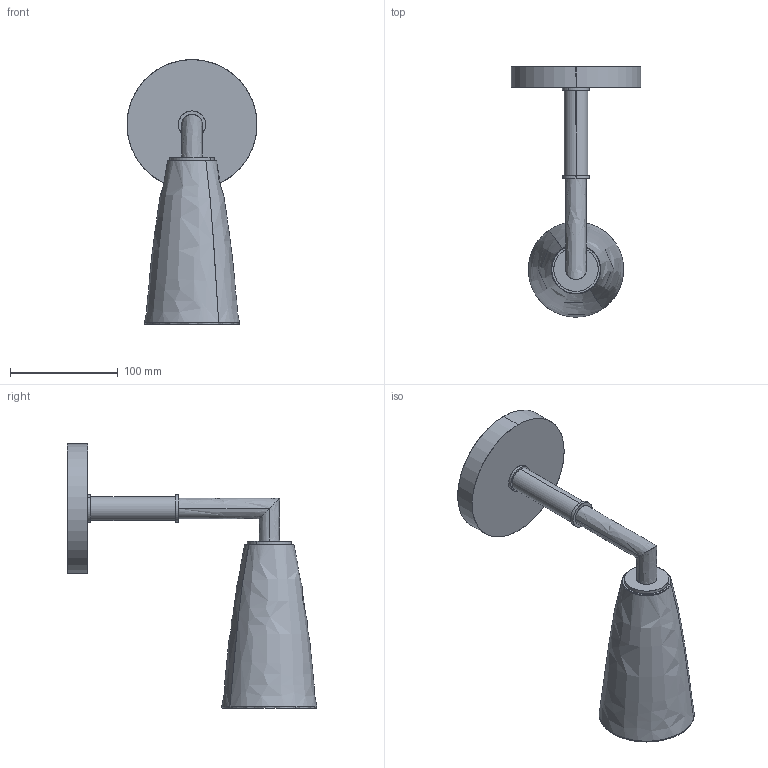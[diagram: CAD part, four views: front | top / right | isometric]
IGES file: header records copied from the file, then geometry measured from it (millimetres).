
Start section: SolidWorks IGES file using analytic representation for surfaces
Global section: file name: Grace sconce.IGS; native system: SolidWorks 2022; preprocessor: SolidWorks 2022; author: Alex Harrington; date: 230927.160812; units: millimetre
Bounding box: 120.65 x 231.95 x 245.89 mm (x, y, z)
Surface area: 132351.9 mm2 (no closed solid volume)
Topology: 0 solids, 0 shells, 39 faces, 1040 edges, 1038 vertices
Faces by surface type: revolution 20, bspline 19
